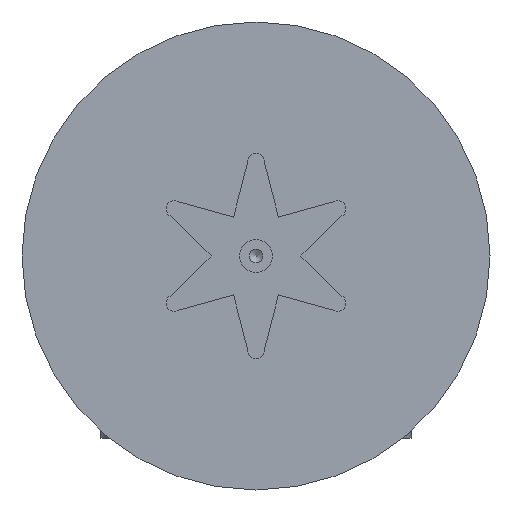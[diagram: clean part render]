
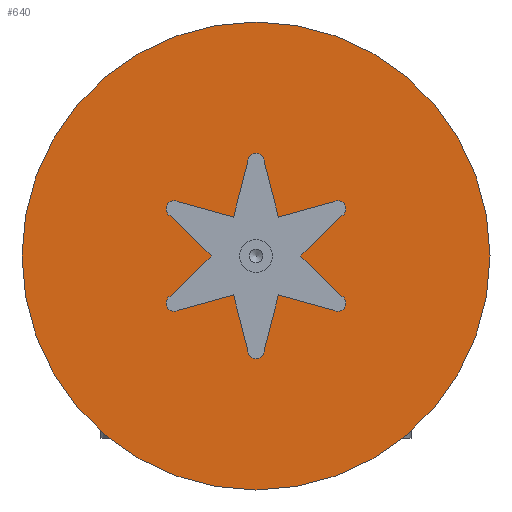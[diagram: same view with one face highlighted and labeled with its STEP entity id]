
A CAD part, front view. The second image highlights one B-rep face of the part: STEP entity #640.
In plain terms, the highlighted planar face has unit normal (0, -1, 0).
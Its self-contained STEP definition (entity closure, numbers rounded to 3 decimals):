
#18=FACE_BOUND('',#125,.T.);
#37=PLANE('',#718);
#85=FACE_OUTER_BOUND('',#124,.T.);
#124=EDGE_LOOP('',(#563));
#125=EDGE_LOOP('',(#564,#565,#566,#567,#568,#569,#570,#571,#572,#573,#574,
#575,#576,#577,#578,#579,#580,#581));
#145=LINE('',#977,#201);
#149=LINE('',#985,#205);
#153=LINE('',#997,#209);
#156=LINE('',#1003,#212);
#160=LINE('',#1015,#216);
#163=LINE('',#1021,#219);
#167=LINE('',#1033,#223);
#170=LINE('',#1039,#226);
#174=LINE('',#1051,#230);
#177=LINE('',#1057,#233);
#181=LINE('',#1069,#237);
#184=LINE('',#1075,#240);
#201=VECTOR('',#790,10.);
#205=VECTOR('',#796,10.);
#209=VECTOR('',#808,10.);
#212=VECTOR('',#813,10.);
#216=VECTOR('',#825,10.);
#219=VECTOR('',#830,10.);
#223=VECTOR('',#842,10.);
#226=VECTOR('',#847,10.);
#230=VECTOR('',#859,10.);
#233=VECTOR('',#864,10.);
#237=VECTOR('',#876,10.);
#240=VECTOR('',#881,10.);
#258=CIRCLE('',#686,1.5);
#260=CIRCLE('',#691,1.5);
#262=CIRCLE('',#696,1.5);
#264=CIRCLE('',#701,1.5);
#266=CIRCLE('',#706,1.5);
#268=CIRCLE('',#711,1.5);
#271=CIRCLE('',#716,43.);
#295=VERTEX_POINT('',#975);
#296=VERTEX_POINT('',#976);
#299=VERTEX_POINT('',#984);
#301=VERTEX_POINT('',#990);
#303=VERTEX_POINT('',#996);
#305=VERTEX_POINT('',#1002);
#307=VERTEX_POINT('',#1008);
#309=VERTEX_POINT('',#1014);
#311=VERTEX_POINT('',#1020);
#313=VERTEX_POINT('',#1026);
#315=VERTEX_POINT('',#1032);
#317=VERTEX_POINT('',#1038);
#319=VERTEX_POINT('',#1044);
#321=VERTEX_POINT('',#1050);
#323=VERTEX_POINT('',#1056);
#325=VERTEX_POINT('',#1062);
#327=VERTEX_POINT('',#1068);
#329=VERTEX_POINT('',#1074);
#333=VERTEX_POINT('',#1087);
#361=EDGE_CURVE('',#295,#296,#145,.T.);
#365=EDGE_CURVE('',#299,#295,#149,.T.);
#368=EDGE_CURVE('',#301,#299,#258,.T.);
#371=EDGE_CURVE('',#303,#301,#153,.T.);
#374=EDGE_CURVE('',#305,#303,#156,.T.);
#377=EDGE_CURVE('',#307,#305,#260,.T.);
#380=EDGE_CURVE('',#309,#307,#160,.T.);
#383=EDGE_CURVE('',#311,#309,#163,.T.);
#386=EDGE_CURVE('',#313,#311,#262,.T.);
#389=EDGE_CURVE('',#315,#313,#167,.T.);
#392=EDGE_CURVE('',#317,#315,#170,.T.);
#395=EDGE_CURVE('',#319,#317,#264,.T.);
#398=EDGE_CURVE('',#321,#319,#174,.T.);
#401=EDGE_CURVE('',#323,#321,#177,.T.);
#404=EDGE_CURVE('',#325,#323,#266,.T.);
#407=EDGE_CURVE('',#327,#325,#181,.T.);
#410=EDGE_CURVE('',#329,#327,#184,.T.);
#413=EDGE_CURVE('',#296,#329,#268,.T.);
#417=EDGE_CURVE('',#333,#333,#271,.T.);
#563=ORIENTED_EDGE('',*,*,#417,.F.);
#564=ORIENTED_EDGE('',*,*,#361,.T.);
#565=ORIENTED_EDGE('',*,*,#413,.T.);
#566=ORIENTED_EDGE('',*,*,#410,.T.);
#567=ORIENTED_EDGE('',*,*,#407,.T.);
#568=ORIENTED_EDGE('',*,*,#404,.T.);
#569=ORIENTED_EDGE('',*,*,#401,.T.);
#570=ORIENTED_EDGE('',*,*,#398,.T.);
#571=ORIENTED_EDGE('',*,*,#395,.T.);
#572=ORIENTED_EDGE('',*,*,#392,.T.);
#573=ORIENTED_EDGE('',*,*,#389,.T.);
#574=ORIENTED_EDGE('',*,*,#386,.T.);
#575=ORIENTED_EDGE('',*,*,#383,.T.);
#576=ORIENTED_EDGE('',*,*,#380,.T.);
#577=ORIENTED_EDGE('',*,*,#377,.T.);
#578=ORIENTED_EDGE('',*,*,#374,.T.);
#579=ORIENTED_EDGE('',*,*,#371,.T.);
#580=ORIENTED_EDGE('',*,*,#368,.T.);
#581=ORIENTED_EDGE('',*,*,#365,.T.);
#640=ADVANCED_FACE('',(#85,#18),#37,.T.);
#686=AXIS2_PLACEMENT_3D('',#991,#801,#802);
#691=AXIS2_PLACEMENT_3D('',#1009,#818,#819);
#696=AXIS2_PLACEMENT_3D('',#1027,#835,#836);
#701=AXIS2_PLACEMENT_3D('',#1045,#852,#853);
#706=AXIS2_PLACEMENT_3D('',#1063,#869,#870);
#711=AXIS2_PLACEMENT_3D('',#1080,#886,#887);
#716=AXIS2_PLACEMENT_3D('',#1089,#897,#898);
#718=AXIS2_PLACEMENT_3D('',#1091,#901,#902);
#790=DIRECTION('',(-0.249,0.,-0.968));
#796=DIRECTION('',(-0.963,0.,0.268));
#801=DIRECTION('center_axis',(0.,1.,0.));
#802=DIRECTION('ref_axis',(1.,0.,0.));
#808=DIRECTION('',(0.714,0.,-0.7));
#813=DIRECTION('',(-0.714,0.,-0.7));
#818=DIRECTION('center_axis',(0.,1.,0.));
#819=DIRECTION('ref_axis',(1.,0.,0.));
#825=DIRECTION('',(0.963,0.,0.268));
#830=DIRECTION('',(0.249,0.,-0.968));
#835=DIRECTION('center_axis',(0.,1.,0.));
#836=DIRECTION('ref_axis',(1.,0.,0.));
#842=DIRECTION('',(0.249,0.,0.968));
#847=DIRECTION('',(0.963,0.,-0.268));
#852=DIRECTION('center_axis',(0.,1.,0.));
#853=DIRECTION('ref_axis',(1.,0.,0.));
#859=DIRECTION('',(-0.714,0.,0.7));
#864=DIRECTION('',(0.714,0.,0.7));
#869=DIRECTION('center_axis',(0.,1.,0.));
#870=DIRECTION('ref_axis',(1.,0.,0.));
#876=DIRECTION('',(-0.963,0.,-0.268));
#881=DIRECTION('',(-0.249,0.,0.968));
#886=DIRECTION('center_axis',(0.,1.,0.));
#887=DIRECTION('ref_axis',(1.,0.,0.));
#897=DIRECTION('center_axis',(0.,1.,0.));
#898=DIRECTION('ref_axis',(1.,0.,0.));
#901=DIRECTION('center_axis',(0.,-1.,0.));
#902=DIRECTION('ref_axis',(0.,0.,-1.));
#975=CARTESIAN_POINT('',(4.127,-43.,-7.149));
#976=CARTESIAN_POINT('',(1.5,-43.,-17.35));
#977=CARTESIAN_POINT('',(10.056,-43.,15.867));
#984=CARTESIAN_POINT('',(14.276,-43.,-9.974));
#985=CARTESIAN_POINT('',(0.808,-43.,-6.225));
#990=CARTESIAN_POINT('',(15.776,-43.,-7.376));
#991=CARTESIAN_POINT('Origin',(15.026,-43.,-8.675));
#996=CARTESIAN_POINT('',(8.255,-43.,0.));
#997=CARTESIAN_POINT('',(-4.597,-43.,12.605));
#1002=CARTESIAN_POINT('',(15.776,-43.,7.376));
#1003=CARTESIAN_POINT('',(20.659,-43.,12.166));
#1008=CARTESIAN_POINT('',(14.276,-43.,9.974));
#1009=CARTESIAN_POINT('Origin',(15.026,-43.,8.675));
#1014=CARTESIAN_POINT('',(4.127,-43.,7.149));
#1015=CARTESIAN_POINT('',(6.843,-43.,7.905));
#1020=CARTESIAN_POINT('',(1.5,-43.,17.35));
#1021=CARTESIAN_POINT('',(-1.644,-43.,29.558));
#1026=CARTESIAN_POINT('',(-1.5,-43.,17.35));
#1027=CARTESIAN_POINT('Origin',(0.,-43.,17.35));
#1032=CARTESIAN_POINT('',(-4.127,-43.,7.149));
#1033=CARTESIAN_POINT('',(0.331,-43.,24.458));
#1038=CARTESIAN_POINT('',(-14.276,-43.,9.974));
#1039=CARTESIAN_POINT('',(-11.917,-43.,9.318));
#1044=CARTESIAN_POINT('',(-15.776,-43.,7.376));
#1045=CARTESIAN_POINT('Origin',(-15.026,-43.,8.675));
#1050=CARTESIAN_POINT('',(-8.255,-43.,0.));
#1051=CARTESIAN_POINT('',(-16.899,-43.,8.478));
#1056=CARTESIAN_POINT('',(-15.776,-43.,-7.376));
#1057=CARTESIAN_POINT('',(0.837,-43.,8.917));
#1062=CARTESIAN_POINT('',(-14.276,-43.,-9.974));
#1063=CARTESIAN_POINT('Origin',(-15.026,-43.,-8.675));
#1068=CARTESIAN_POINT('',(-4.127,-43.,-7.149));
#1069=CARTESIAN_POINT('',(4.266,-43.,-4.812));
#1074=CARTESIAN_POINT('',(-1.5,-43.,-17.35));
#1075=CARTESIAN_POINT('',(-8.742,-43.,10.766));
#1080=CARTESIAN_POINT('Origin',(0.,-43.,-17.35));
#1087=CARTESIAN_POINT('',(0.,-43.,-43.));
#1089=CARTESIAN_POINT('Origin',(0.,-43.,0.));
#1091=CARTESIAN_POINT('Origin',(0.,-43.,43.));
